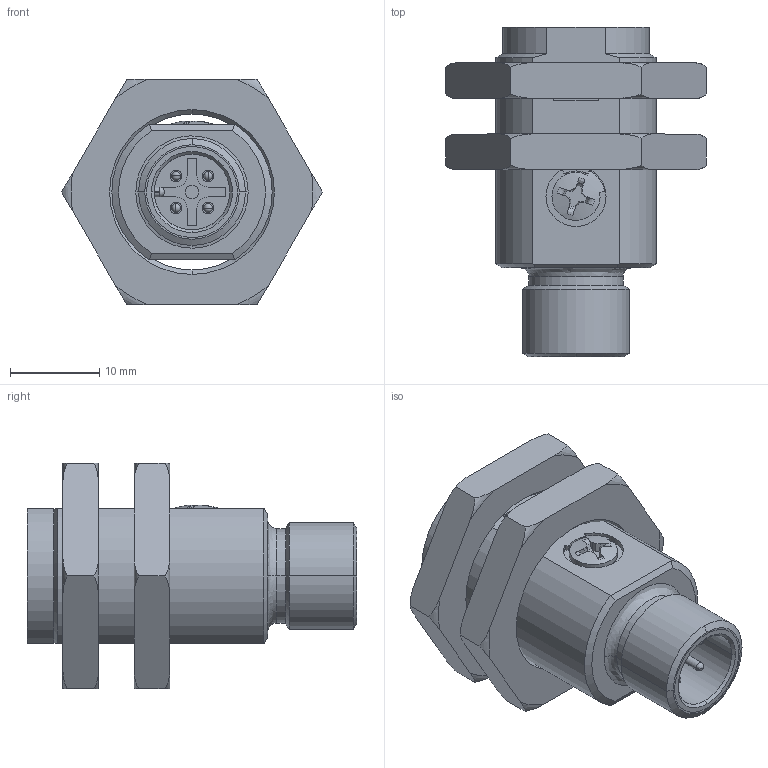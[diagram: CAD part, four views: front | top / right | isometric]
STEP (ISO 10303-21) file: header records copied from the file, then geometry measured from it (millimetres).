
FILE_DESCRIPTION (( 'STEP AP214' ), '1' );
FILE_NAME ('LHR-M18MA-PMS-603.STEP', '2021-12-15T10:23:23', ( '' ), ( '' ), 'SwSTEP 2.0', 'SolidWorks 2021', '' );
FILE_SCHEMA (( 'AUTOMOTIVE_DESIGN' ));
Length unit declared in the file: inch
Products named in the file (1): LHR-M18MA-PMS-603
Bounding box: 29.28 x 37 x 25.36 mm (x, y, z)
Volume: 9358.9 mm3; surface area: 5001.2 mm2
Topology: 3 solids, 3 shells, 205 faces, 538 edges, 340 vertices
Faces by surface type: plane 82, cylinder 56, cone 26, torus 25, bspline 16
Entity records: 7409 total; most frequent: CARTESIAN_POINT 2512, ORIENTED_EDGE 1044, DIRECTION 954, EDGE_CURVE 522, AXIS2_PLACEMENT_3D 359, VERTEX_POINT 340, LINE 236, VECTOR 236
